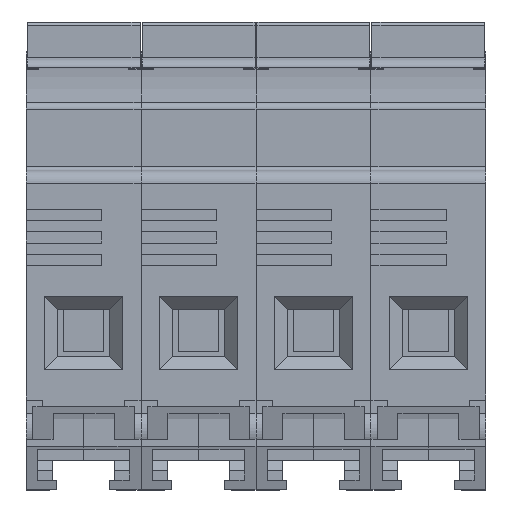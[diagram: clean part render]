
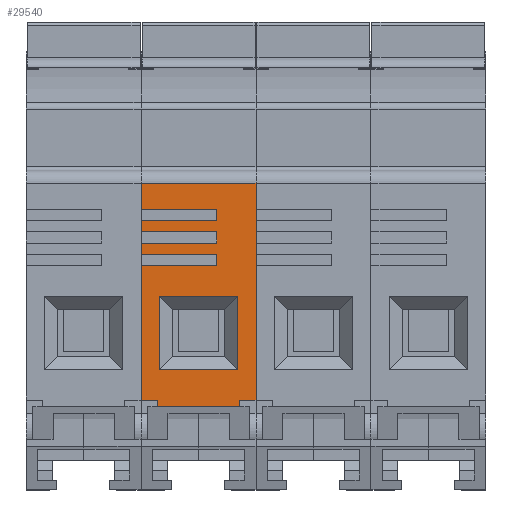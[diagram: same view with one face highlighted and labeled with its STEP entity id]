
A CAD part, front view. The second image highlights one B-rep face of the part: STEP entity #29540.
In plain terms, the highlighted planar face has unit normal (0, -1, 0).
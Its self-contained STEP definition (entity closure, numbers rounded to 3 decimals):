
#26439=DIRECTION('',(0.,0.,1.));
#26440=VECTOR('',#26439,33.);
#26441=CARTESIAN_POINT('',(17.5,-58.2,2.));
#26442=LINE('',#26441,#26440);
#26838=DIRECTION('',(-1.,0.,0.));
#26839=VECTOR('',#26838,2.5);
#26840=CARTESIAN_POINT('',(2.5,-58.2,2.));
#26841=LINE('',#26840,#26839);
#26845=DIRECTION('',(0.,0.,1.));
#26846=VECTOR('',#26845,20.5);
#26847=CARTESIAN_POINT('',(0.,-58.2,2.));
#26848=LINE('',#26847,#26846);
#26852=DIRECTION('',(0.,0.,1.));
#26853=VECTOR('',#26852,1.7);
#26854=CARTESIAN_POINT('',(11.5,-58.2,22.5));
#26855=LINE('',#26854,#26853);
#26859=DIRECTION('',(-1.,0.,0.));
#26860=VECTOR('',#26859,11.5);
#26861=CARTESIAN_POINT('',(11.5,-58.2,24.2));
#26862=LINE('',#26861,#26860);
#26866=DIRECTION('',(0.,0.,1.));
#26867=VECTOR('',#26866,1.7);
#26868=CARTESIAN_POINT('',(0.,-58.2,24.2));
#26869=LINE('',#26868,#26867);
#26873=DIRECTION('',(0.,0.,1.));
#26874=VECTOR('',#26873,1.7);
#26875=CARTESIAN_POINT('',(11.5,-58.2,25.9));
#26876=LINE('',#26875,#26874);
#26880=DIRECTION('',(-1.,0.,0.));
#26881=VECTOR('',#26880,11.5);
#26882=CARTESIAN_POINT('',(11.5,-58.2,27.6));
#26883=LINE('',#26882,#26881);
#26887=DIRECTION('',(0.,0.,1.));
#26888=VECTOR('',#26887,1.7);
#26889=CARTESIAN_POINT('',(0.,-58.2,27.6));
#26890=LINE('',#26889,#26888);
#26894=DIRECTION('',(0.,0.,1.));
#26895=VECTOR('',#26894,1.7);
#26896=CARTESIAN_POINT('',(11.5,-58.2,29.3));
#26897=LINE('',#26896,#26895);
#26901=DIRECTION('',(-1.,0.,0.));
#26902=VECTOR('',#26901,11.5);
#26903=CARTESIAN_POINT('',(11.5,-58.2,31.));
#26904=LINE('',#26903,#26902);
#26908=DIRECTION('',(0.,0.,1.));
#26909=VECTOR('',#26908,4.);
#26910=CARTESIAN_POINT('',(0.,-58.2,31.));
#26911=LINE('',#26910,#26909);
#26915=DIRECTION('',(0.,0.,-1.));
#26916=VECTOR('',#26915,1.);
#26917=CARTESIAN_POINT('',(15.,-58.2,2.));
#26918=LINE('',#26917,#26916);
#26922=DIRECTION('',(-1.,0.,0.));
#26923=VECTOR('',#26922,12.5);
#26924=CARTESIAN_POINT('',(15.,-58.2,1.));
#26925=LINE('',#26924,#26923);
#26929=DIRECTION('',(0.,0.,1.));
#26930=VECTOR('',#26929,11.2);
#26931=CARTESIAN_POINT('',(14.75,-58.2,6.6));
#26932=LINE('',#26931,#26930);
#26936=DIRECTION('',(-1.,0.,0.));
#26937=VECTOR('',#26936,12.);
#26938=CARTESIAN_POINT('',(14.75,-58.2,17.8));
#26939=LINE('',#26938,#26937);
#26943=DIRECTION('',(0.,0.,-1.));
#26944=VECTOR('',#26943,11.2);
#26945=CARTESIAN_POINT('',(2.75,-58.2,17.8));
#26946=LINE('',#26945,#26944);
#26950=DIRECTION('',(1.,0.,0.));
#26951=VECTOR('',#26950,12.);
#26952=CARTESIAN_POINT('',(2.75,-58.2,6.6));
#26953=LINE('',#26952,#26951);
#26957=DIRECTION('',(0.,0.,-1.));
#26958=VECTOR('',#26957,1.);
#26959=CARTESIAN_POINT('',(2.5,-58.2,2.));
#26960=LINE('',#26959,#26958);
#27111=DIRECTION('',(1.,0.,0.));
#27112=VECTOR('',#27111,2.5);
#27113=CARTESIAN_POINT('',(15.,-58.2,2.));
#27114=LINE('',#27113,#27112);
#27153=DIRECTION('',(-1.,0.,0.));
#27154=VECTOR('',#27153,11.5);
#27155=CARTESIAN_POINT('',(11.5,-58.2,22.5));
#27156=LINE('',#27155,#27154);
#27209=DIRECTION('',(-1.,0.,0.));
#27210=VECTOR('',#27209,11.5);
#27211=CARTESIAN_POINT('',(11.5,-58.2,25.9));
#27212=LINE('',#27211,#27210);
#27265=DIRECTION('',(-1.,0.,0.));
#27266=VECTOR('',#27265,11.5);
#27267=CARTESIAN_POINT('',(11.5,-58.2,29.3));
#27268=LINE('',#27267,#27266);
#27321=DIRECTION('',(-1.,0.,0.));
#27322=VECTOR('',#27321,17.5);
#27323=CARTESIAN_POINT('',(17.5,-58.2,35.));
#27324=LINE('',#27323,#27322);
#28064=CARTESIAN_POINT('',(0.,-58.2,35.));
#28065=VERTEX_POINT('',#28064);
#28066=CARTESIAN_POINT('',(0.,-58.2,31.));
#28067=VERTEX_POINT('',#28066);
#28072=CARTESIAN_POINT('',(0.,-58.2,29.3));
#28073=VERTEX_POINT('',#28072);
#28074=CARTESIAN_POINT('',(0.,-58.2,27.6));
#28075=VERTEX_POINT('',#28074);
#28080=CARTESIAN_POINT('',(0.,-58.2,25.9));
#28081=VERTEX_POINT('',#28080);
#28082=CARTESIAN_POINT('',(0.,-58.2,24.2));
#28083=VERTEX_POINT('',#28082);
#28088=CARTESIAN_POINT('',(0.,-58.2,22.5));
#28089=VERTEX_POINT('',#28088);
#28090=CARTESIAN_POINT('',(0.,-58.2,2.));
#28091=VERTEX_POINT('',#28090);
#28303=CARTESIAN_POINT('',(17.5,-58.2,2.));
#28304=VERTEX_POINT('',#28303);
#28305=CARTESIAN_POINT('',(17.5,-58.2,35.));
#28306=VERTEX_POINT('',#28305);
#28355=CARTESIAN_POINT('',(2.5,-58.2,2.));
#28356=VERTEX_POINT('',#28355);
#28357=CARTESIAN_POINT('',(2.5,-58.2,1.));
#28358=VERTEX_POINT('',#28357);
#28359=CARTESIAN_POINT('',(11.5,-58.2,22.5));
#28360=VERTEX_POINT('',#28359);
#28361=CARTESIAN_POINT('',(11.5,-58.2,24.2));
#28362=VERTEX_POINT('',#28361);
#28363=CARTESIAN_POINT('',(11.5,-58.2,25.9));
#28364=VERTEX_POINT('',#28363);
#28365=CARTESIAN_POINT('',(11.5,-58.2,27.6));
#28366=VERTEX_POINT('',#28365);
#28367=CARTESIAN_POINT('',(11.5,-58.2,29.3));
#28368=VERTEX_POINT('',#28367);
#28369=CARTESIAN_POINT('',(11.5,-58.2,31.));
#28370=VERTEX_POINT('',#28369);
#28371=CARTESIAN_POINT('',(15.,-58.2,2.));
#28372=VERTEX_POINT('',#28371);
#28373=CARTESIAN_POINT('',(15.,-58.2,1.));
#28374=VERTEX_POINT('',#28373);
#28375=CARTESIAN_POINT('',(14.75,-58.2,6.6));
#28376=CARTESIAN_POINT('',(14.75,-58.2,17.8));
#28377=VERTEX_POINT('',#28375);
#28378=VERTEX_POINT('',#28376);
#28379=CARTESIAN_POINT('',(2.75,-58.2,17.8));
#28380=VERTEX_POINT('',#28379);
#28381=CARTESIAN_POINT('',(2.75,-58.2,6.6));
#28382=VERTEX_POINT('',#28381);
#29489=CARTESIAN_POINT('',(0.,-58.2,37.));
#29490=DIRECTION('',(0.,-1.,0.));
#29491=DIRECTION('',(0.,0.,-1.));
#29492=AXIS2_PLACEMENT_3D('',#29489,#29490,#29491);
#29493=PLANE('',#29492);
#29495=ORIENTED_EDGE('',*,*,#29494,.F.);
#29496=ORIENTED_EDGE('',*,*,#29481,.T.);
#29497=ORIENTED_EDGE('',*,*,#28552,.T.);
#29499=ORIENTED_EDGE('',*,*,#29498,.F.);
#29501=ORIENTED_EDGE('',*,*,#29500,.T.);
#29503=ORIENTED_EDGE('',*,*,#29502,.T.);
#29504=ORIENTED_EDGE('',*,*,#28544,.T.);
#29506=ORIENTED_EDGE('',*,*,#29505,.F.);
#29508=ORIENTED_EDGE('',*,*,#29507,.T.);
#29510=ORIENTED_EDGE('',*,*,#29509,.T.);
#29511=ORIENTED_EDGE('',*,*,#28536,.T.);
#29513=ORIENTED_EDGE('',*,*,#29512,.F.);
#29515=ORIENTED_EDGE('',*,*,#29514,.T.);
#29517=ORIENTED_EDGE('',*,*,#29516,.T.);
#29518=ORIENTED_EDGE('',*,*,#28528,.T.);
#29520=ORIENTED_EDGE('',*,*,#29519,.F.);
#29521=ORIENTED_EDGE('',*,*,#29175,.F.);
#29523=ORIENTED_EDGE('',*,*,#29522,.F.);
#29525=ORIENTED_EDGE('',*,*,#29524,.T.);
#29527=ORIENTED_EDGE('',*,*,#29526,.T.);
#29528=EDGE_LOOP('',(#29495,#29496,#29497,#29499,#29501,#29503,#29504,#29506,
#29508,#29510,#29511,#29513,#29515,#29517,#29518,#29520,#29521,#29523,#29525,
#29527));
#29529=FACE_OUTER_BOUND('',#29528,.F.);
#29531=ORIENTED_EDGE('',*,*,#29530,.T.);
#29533=ORIENTED_EDGE('',*,*,#29532,.T.);
#29535=ORIENTED_EDGE('',*,*,#29534,.T.);
#29537=ORIENTED_EDGE('',*,*,#29536,.T.);
#29538=EDGE_LOOP('',(#29531,#29533,#29535,#29537));
#29539=FACE_BOUND('',#29538,.F.);
#28528=EDGE_CURVE('',#28067,#28065,#26911,.T.);
#28536=EDGE_CURVE('',#28075,#28073,#26890,.T.);
#28544=EDGE_CURVE('',#28083,#28081,#26869,.T.);
#28552=EDGE_CURVE('',#28091,#28089,#26848,.T.);
#29175=EDGE_CURVE('',#28304,#28306,#26442,.T.);
#29481=EDGE_CURVE('',#28356,#28091,#26841,.T.);
#29494=EDGE_CURVE('',#28356,#28358,#26960,.T.);
#29498=EDGE_CURVE('',#28360,#28089,#27156,.T.);
#29500=EDGE_CURVE('',#28360,#28362,#26855,.T.);
#29502=EDGE_CURVE('',#28362,#28083,#26862,.T.);
#29505=EDGE_CURVE('',#28364,#28081,#27212,.T.);
#29507=EDGE_CURVE('',#28364,#28366,#26876,.T.);
#29509=EDGE_CURVE('',#28366,#28075,#26883,.T.);
#29512=EDGE_CURVE('',#28368,#28073,#27268,.T.);
#29514=EDGE_CURVE('',#28368,#28370,#26897,.T.);
#29516=EDGE_CURVE('',#28370,#28067,#26904,.T.);
#29519=EDGE_CURVE('',#28306,#28065,#27324,.T.);
#29522=EDGE_CURVE('',#28372,#28304,#27114,.T.);
#29524=EDGE_CURVE('',#28372,#28374,#26918,.T.);
#29526=EDGE_CURVE('',#28374,#28358,#26925,.T.);
#29530=EDGE_CURVE('',#28377,#28378,#26932,.T.);
#29532=EDGE_CURVE('',#28378,#28380,#26939,.T.);
#29534=EDGE_CURVE('',#28380,#28382,#26946,.T.);
#29536=EDGE_CURVE('',#28382,#28377,#26953,.T.);
#29540=ADVANCED_FACE('',(#29529,#29539),#29493,.T.);
